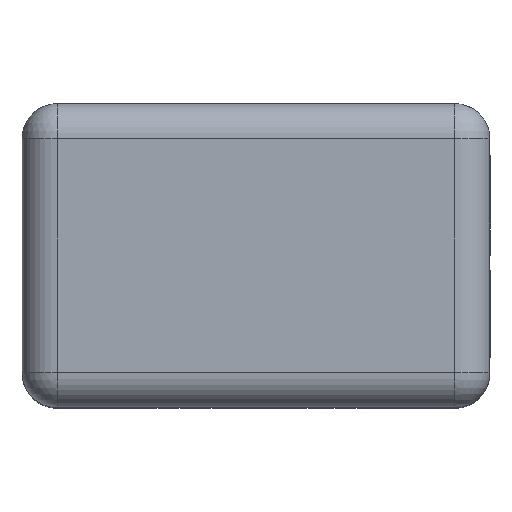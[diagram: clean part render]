
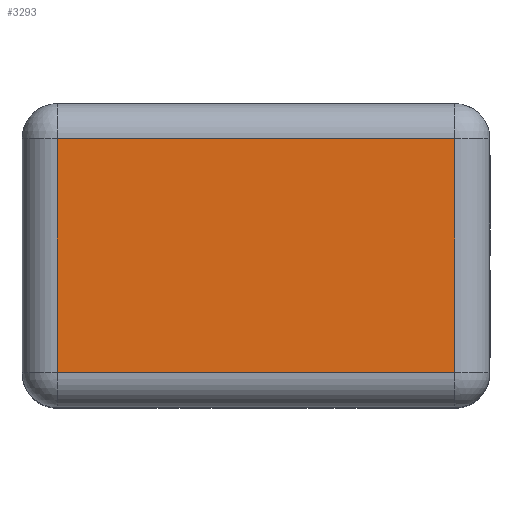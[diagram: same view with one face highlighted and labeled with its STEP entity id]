
A CAD part, top view. The second image highlights one B-rep face of the part: STEP entity #3293.
In plain terms, the highlighted planar face has unit normal (0, 0, 1).
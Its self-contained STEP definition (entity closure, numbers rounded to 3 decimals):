
#313 = EDGE_CURVE ( 'NONE', #2932, #10619, #6805, .T. ) ;
#552 = CARTESIAN_POINT ( 'NONE',  ( -1.7, -1., 4.6 ) ) ;
#1267 = PLANE ( 'NONE',  #10077 ) ;
#1338 = DIRECTION ( 'NONE',  ( 0., 0., -1. ) ) ;
#1394 = EDGE_LOOP ( 'NONE', ( #5016, #2523, #7831, #5417 ) ) ;
#2523 = ORIENTED_EDGE ( 'NONE', *, *, #13656, .T. ) ;
#2892 = DIRECTION ( 'NONE',  ( -1., 0., 0. ) ) ;
#2932 = VERTEX_POINT ( 'NONE', #7623 ) ;
#3247 = DIRECTION ( 'NONE',  ( -1., 0., 0. ) ) ;
#3293 = ADVANCED_FACE ( 'NONE', ( #6206 ), #1267, .F. ) ;
#3676 = LINE ( 'NONE', #13441, #8880 ) ;
#5016 = ORIENTED_EDGE ( 'NONE', *, *, #13216, .T. ) ;
#5417 = ORIENTED_EDGE ( 'NONE', *, *, #313, .T. ) ;
#6101 = CARTESIAN_POINT ( 'NONE',  ( -1.7, 1., 4.6 ) ) ;
#6206 = FACE_OUTER_BOUND ( 'NONE', #1394, .T. ) ;
#6394 = LINE ( 'NONE', #15233, #9867 ) ;
#6529 = CARTESIAN_POINT ( 'NONE',  ( 0., 0., 4.6 ) ) ;
#6805 = LINE ( 'NONE', #10694, #7226 ) ;
#7226 = VECTOR ( 'NONE', #3247, 1000. ) ;
#7267 = CARTESIAN_POINT ( 'NONE',  ( -1.7, 0., 4.6 ) ) ;
#7348 = DIRECTION ( 'NONE',  ( 0., -1., 0. ) ) ;
#7623 = CARTESIAN_POINT ( 'NONE',  ( 1.7, 1., 4.6 ) ) ;
#7831 = ORIENTED_EDGE ( 'NONE', *, *, #9138, .T. ) ;
#7878 = CARTESIAN_POINT ( 'NONE',  ( 1.7, -1., 4.6 ) ) ;
#8015 = VERTEX_POINT ( 'NONE', #552 ) ;
#8880 = VECTOR ( 'NONE', #12127, 1000. ) ;
#9130 = DIRECTION ( 'NONE',  ( 0., 1., 0. ) ) ;
#9138 = EDGE_CURVE ( 'NONE', #10071, #2932, #6394, .T. ) ;
#9867 = VECTOR ( 'NONE', #9130, 1000. ) ;
#10071 = VERTEX_POINT ( 'NONE', #7878 ) ;
#10077 = AXIS2_PLACEMENT_3D ( 'NONE', #6529, #1338, #2892 ) ;
#10619 = VERTEX_POINT ( 'NONE', #6101 ) ;
#10694 = CARTESIAN_POINT ( 'NONE',  ( 0., 1., 4.6 ) ) ;
#10963 = VECTOR ( 'NONE', #7348, 1000. ) ;
#12127 = DIRECTION ( 'NONE',  ( 1., 0., 0. ) ) ;
#12561 = LINE ( 'NONE', #7267, #10963 ) ;
#13216 = EDGE_CURVE ( 'NONE', #10619, #8015, #12561, .T. ) ;
#13441 = CARTESIAN_POINT ( 'NONE',  ( 0., -1., 4.6 ) ) ;
#13656 = EDGE_CURVE ( 'NONE', #8015, #10071, #3676, .T. ) ;
#15233 = CARTESIAN_POINT ( 'NONE',  ( 1.7, 0., 4.6 ) ) ;
